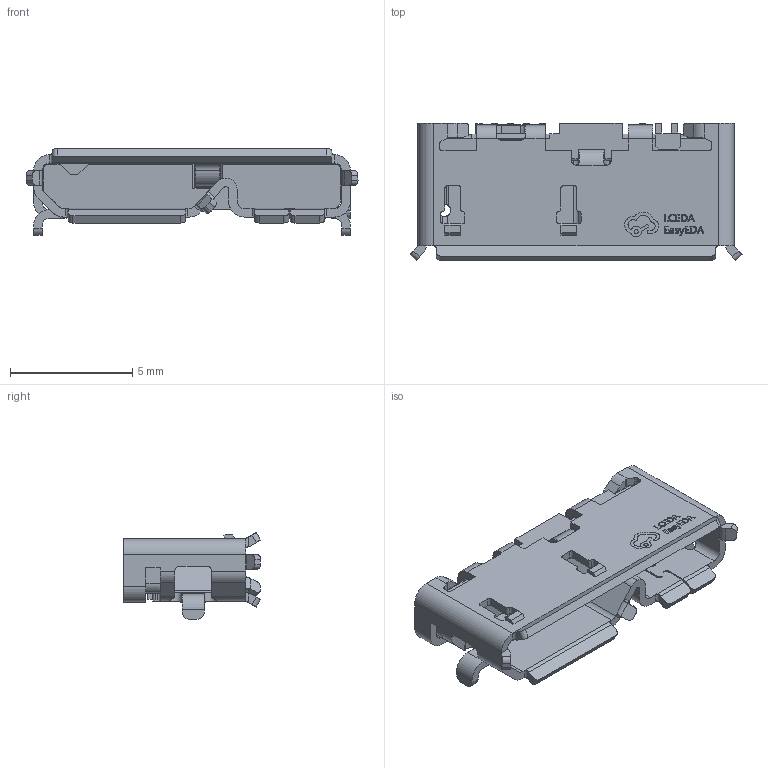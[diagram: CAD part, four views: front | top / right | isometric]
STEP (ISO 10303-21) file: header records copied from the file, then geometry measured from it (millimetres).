
FILE_DESCRIPTION (( 'STEP AP214' ), '1' );
FILE_NAME ('USB-SMD_ZX360D-B-10P-30.step', '2022-07-15T09:48:28', ( '' ), ( '' ), 'SwSTEP 2.0', 'SolidWorks 2020', '' );
FILE_SCHEMA (( 'AUTOMOTIVE_DESIGN' ));
Length unit declared in the file: millimetre
Products named in the file (1): USB-SMD_ZX360D-B-10P-30
Bounding box: 13.57 x 5.6 x 3.55 mm (x, y, z)
Volume: 73.7 mm3; surface area: 398.5 mm2
Topology: 14 solids, 14 shells, 847 faces, 2398 edges, 1558 vertices
Faces by surface type: plane 531, cylinder 200, bspline 116
Entity records: 34244 total; most frequent: CARTESIAN_POINT 7684, ORIENTED_EDGE 4788, DIRECTION 3854, EDGE_CURVE 2394, VECTOR 1698, LINE 1698, VERTEX_POINT 1558, AXIS2_PLACEMENT_3D 1078
